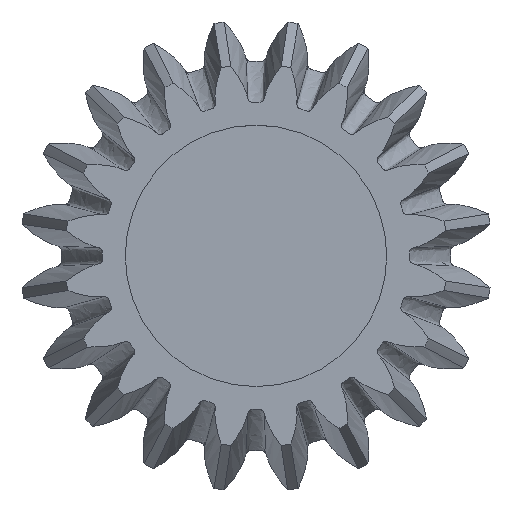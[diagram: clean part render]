
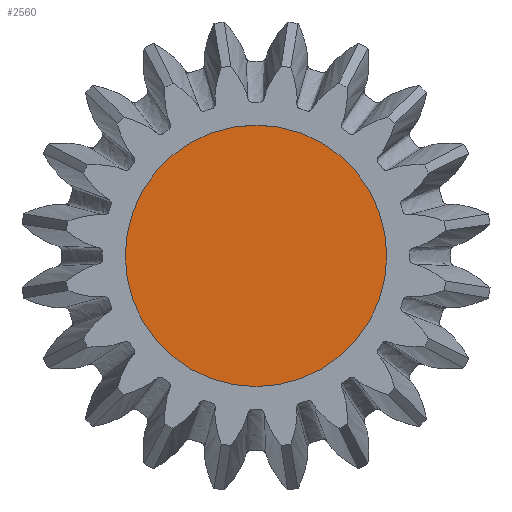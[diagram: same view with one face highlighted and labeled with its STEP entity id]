
A CAD part, top view. The second image highlights one B-rep face of the part: STEP entity #2560.
In plain terms, the highlighted planar face has unit normal (0, 0, 1).
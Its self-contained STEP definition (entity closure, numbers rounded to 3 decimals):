
#223 = AXIS2_PLACEMENT_3D ( 'NONE', #4224, #724, #2557 ) ;
#652 = ORIENTED_EDGE ( 'NONE', *, *, #5910, .T. ) ;
#724 = DIRECTION ( 'NONE',  ( 0., 0., 1. ) ) ;
#807 = EDGE_LOOP ( 'NONE', ( #3200, #652 ) ) ;
#853 = VERTEX_POINT ( 'NONE', #1055 ) ;
#962 = CIRCLE ( 'NONE', #5329, 12.5 ) ;
#979 = VERTEX_POINT ( 'NONE', #6702 ) ;
#1055 = CARTESIAN_POINT ( 'NONE',  ( -12.5, 0., -40.877 ) ) ;
#1257 = DIRECTION ( 'NONE',  ( 1., 0., 0. ) ) ;
#2557 = DIRECTION ( 'NONE',  ( 1., 0., 0. ) ) ;
#2560 = ADVANCED_FACE ( 'NONE', ( #2998 ), #5935, .T. ) ;
#2890 = DIRECTION ( 'NONE',  ( 0., 0., 1. ) ) ;
#2931 = CARTESIAN_POINT ( 'NONE',  ( 0., 0., -40.877 ) ) ;
#2998 = FACE_OUTER_BOUND ( 'NONE', #807, .T. ) ;
#3200 = ORIENTED_EDGE ( 'NONE', *, *, #3302, .T. ) ;
#3302 = EDGE_CURVE ( 'NONE', #979, #853, #7183, .T. ) ;
#3508 = CARTESIAN_POINT ( 'NONE',  ( 0., 0., -40.877 ) ) ;
#4224 = CARTESIAN_POINT ( 'NONE',  ( 0., 0., -40.877 ) ) ;
#5329 = AXIS2_PLACEMENT_3D ( 'NONE', #2931, #2890, #7009 ) ;
#5591 = AXIS2_PLACEMENT_3D ( 'NONE', #3508, #6971, #1257 ) ;
#5910 = EDGE_CURVE ( 'NONE', #853, #979, #962, .T. ) ;
#5935 = PLANE ( 'NONE',  #223 ) ;
#6702 = CARTESIAN_POINT ( 'NONE',  ( 12.5, 0., -40.877 ) ) ;
#6971 = DIRECTION ( 'NONE',  ( 0., 0., 1. ) ) ;
#7009 = DIRECTION ( 'NONE',  ( 1., 0., 0. ) ) ;
#7183 = CIRCLE ( 'NONE', #5591, 12.5 ) ;
